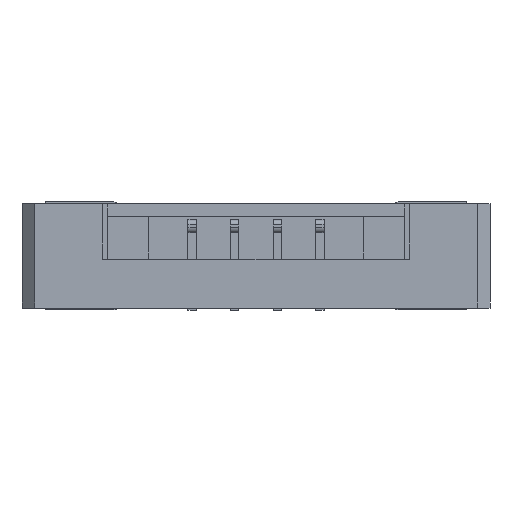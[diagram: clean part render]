
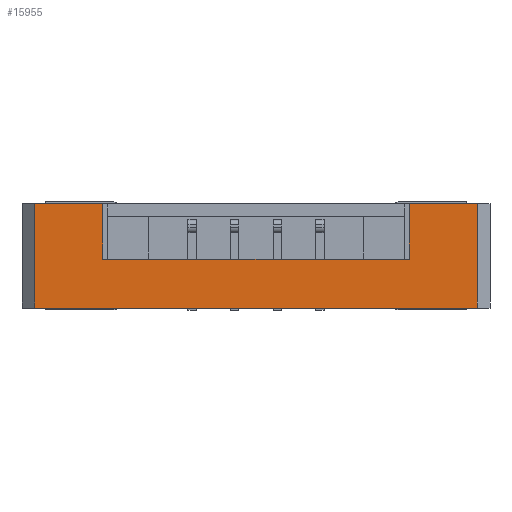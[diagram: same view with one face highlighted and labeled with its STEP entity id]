
A CAD part, front view. The second image highlights one B-rep face of the part: STEP entity #15955.
In plain terms, the highlighted planar face has unit normal (0, -1, 0).
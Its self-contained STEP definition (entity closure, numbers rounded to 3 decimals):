
#429 = CARTESIAN_POINT ( 'NONE',  ( -3.6, -3.6, -1.3 ) ) ;
#867 = ORIENTED_EDGE ( 'NONE', *, *, #2611, .F. ) ;
#943 = PLANE ( 'NONE',  #17174 ) ;
#1049 = CARTESIAN_POINT ( 'NONE',  ( -3.6, -3.6, 2.899 ) ) ;
#1226 = CARTESIAN_POINT ( 'NONE',  ( -5.2, -3.6, 10.916 ) ) ;
#1248 = VECTOR ( 'NONE', #3872, 1000. ) ;
#1344 = EDGE_CURVE ( 'NONE', #16858, #5427, #20708, .T. ) ;
#1790 = EDGE_CURVE ( 'NONE', #5427, #13591, #4135, .T. ) ;
#1826 = LINE ( 'NONE', #8889, #4378 ) ;
#2611 = EDGE_CURVE ( 'NONE', #5901, #17949, #16910, .T. ) ;
#2658 = CARTESIAN_POINT ( 'NONE',  ( 5.2, -3.6, 0. ) ) ;
#2754 = CARTESIAN_POINT ( 'NONE',  ( -5.5, -3.6, 0. ) ) ;
#2905 = ORIENTED_EDGE ( 'NONE', *, *, #15143, .T. ) ;
#3872 = DIRECTION ( 'NONE',  ( 1., 0., 0. ) ) ;
#4135 = LINE ( 'NONE', #11221, #9867 ) ;
#4378 = VECTOR ( 'NONE', #15934, 1000. ) ;
#4403 = CARTESIAN_POINT ( 'NONE',  ( -3.6, -3.6, 0. ) ) ;
#4519 = VERTEX_POINT ( 'NONE', #22682 ) ;
#4646 = DIRECTION ( 'NONE',  ( 0., -1., 0. ) ) ;
#4887 = VECTOR ( 'NONE', #8298, 1000. ) ;
#4891 = CARTESIAN_POINT ( 'NONE',  ( 5.5, -3.6, 0. ) ) ;
#5427 = VERTEX_POINT ( 'NONE', #18563 ) ;
#5690 = CARTESIAN_POINT ( 'NONE',  ( 3.6, -3.6, -1.3 ) ) ;
#5901 = VERTEX_POINT ( 'NONE', #4403 ) ;
#6568 = EDGE_CURVE ( 'NONE', #13581, #16858, #8650, .T. ) ;
#6632 = ORIENTED_EDGE ( 'NONE', *, *, #1790, .T. ) ;
#7447 = CARTESIAN_POINT ( 'NONE',  ( 5.2, -3.6, -2.45 ) ) ;
#8125 = DIRECTION ( 'NONE',  ( 0., 0., -1. ) ) ;
#8298 = DIRECTION ( 'NONE',  ( 0., 0., -1. ) ) ;
#8650 = LINE ( 'NONE', #15695, #13392 ) ;
#8688 = EDGE_LOOP ( 'NONE', ( #16741, #22037, #19196, #6632, #19334, #867, #2905, #20195 ) ) ;
#8889 = CARTESIAN_POINT ( 'NONE',  ( 5.5, -3.6, -2.45 ) ) ;
#9009 = VECTOR ( 'NONE', #9824, 1000. ) ;
#9824 = DIRECTION ( 'NONE',  ( -1., 0., 0. ) ) ;
#9867 = VECTOR ( 'NONE', #18258, 1000. ) ;
#11221 = CARTESIAN_POINT ( 'NONE',  ( 3.6, -3.6, 2.899 ) ) ;
#11499 = FACE_OUTER_BOUND ( 'NONE', #8688, .T. ) ;
#11726 = DIRECTION ( 'NONE',  ( 1., 0., 0. ) ) ;
#11968 = DIRECTION ( 'NONE',  ( -1., 0., 0. ) ) ;
#12682 = LINE ( 'NONE', #19705, #1248 ) ;
#12719 = EDGE_CURVE ( 'NONE', #13581, #4519, #1826, .T. ) ;
#13392 = VECTOR ( 'NONE', #22675, 1000. ) ;
#13581 = VERTEX_POINT ( 'NONE', #7447 ) ;
#13588 = CARTESIAN_POINT ( 'NONE',  ( -5.2, -3.6, 0. ) ) ;
#13591 = VERTEX_POINT ( 'NONE', #5690 ) ;
#14259 = VECTOR ( 'NONE', #8125, 1000. ) ;
#15143 = EDGE_CURVE ( 'NONE', #5901, #22421, #18591, .T. ) ;
#15695 = CARTESIAN_POINT ( 'NONE',  ( 5.2, -3.6, 10.916 ) ) ;
#15934 = DIRECTION ( 'NONE',  ( -1., 0., 0. ) ) ;
#15955 = ADVANCED_FACE ( 'NONE', ( #11499 ), #943, .T. ) ;
#16245 = EDGE_CURVE ( 'NONE', #17949, #13591, #12682, .T. ) ;
#16741 = ORIENTED_EDGE ( 'NONE', *, *, #12719, .F. ) ;
#16858 = VERTEX_POINT ( 'NONE', #2658 ) ;
#16910 = LINE ( 'NONE', #1049, #14259 ) ;
#17074 = LINE ( 'NONE', #1226, #4887 ) ;
#17174 = AXIS2_PLACEMENT_3D ( 'NONE', #20474, #4646, #11726 ) ;
#17949 = VERTEX_POINT ( 'NONE', #429 ) ;
#18258 = DIRECTION ( 'NONE',  ( 0., 0., -1. ) ) ;
#18563 = CARTESIAN_POINT ( 'NONE',  ( 3.6, -3.6, 0. ) ) ;
#18591 = LINE ( 'NONE', #2754, #9009 ) ;
#19017 = VECTOR ( 'NONE', #11968, 1000. ) ;
#19196 = ORIENTED_EDGE ( 'NONE', *, *, #1344, .T. ) ;
#19334 = ORIENTED_EDGE ( 'NONE', *, *, #16245, .F. ) ;
#19705 = CARTESIAN_POINT ( 'NONE',  ( -3.6, -3.6, -1.3 ) ) ;
#20195 = ORIENTED_EDGE ( 'NONE', *, *, #22104, .T. ) ;
#20474 = CARTESIAN_POINT ( 'NONE',  ( 5.5, -3.6, 10.916 ) ) ;
#20708 = LINE ( 'NONE', #4891, #19017 ) ;
#22037 = ORIENTED_EDGE ( 'NONE', *, *, #6568, .T. ) ;
#22104 = EDGE_CURVE ( 'NONE', #22421, #4519, #17074, .T. ) ;
#22421 = VERTEX_POINT ( 'NONE', #13588 ) ;
#22675 = DIRECTION ( 'NONE',  ( 0., 0., 1. ) ) ;
#22682 = CARTESIAN_POINT ( 'NONE',  ( -5.2, -3.6, -2.45 ) ) ;
